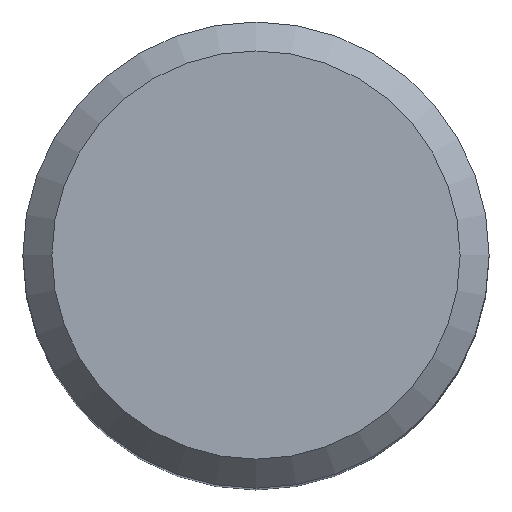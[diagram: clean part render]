
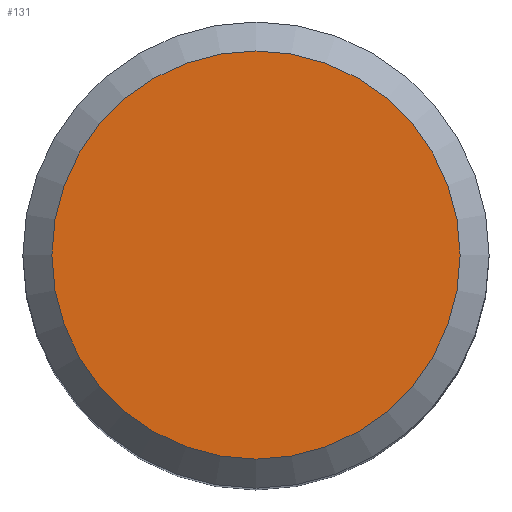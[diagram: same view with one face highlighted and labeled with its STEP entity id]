
A CAD part, top view. The second image highlights one B-rep face of the part: STEP entity #131.
In plain terms, the highlighted planar face has unit normal (0, 0, 1).
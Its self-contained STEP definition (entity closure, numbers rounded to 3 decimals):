
#118=PLANE('',#417);
#120=FACE_OUTER_BOUND('',#193,.T.);
#131=ADVANCED_FACE('',(#120),#118,.T.);
#193=EDGE_LOOP('',(#231));
#231=ORIENTED_EDGE('',*,*,#286,.T.);
#267=VERTEX_POINT('',#552);
#286=EDGE_CURVE('',#267,#267,#305,.T.);
#305=CIRCLE('',#416,11.);
#416=AXIS2_PLACEMENT_3D('',#551,#471,#472);
#417=AXIS2_PLACEMENT_3D('',#553,#473,#474);
#471=DIRECTION('',(0.,0.,1.));
#472=DIRECTION('',(1.,0.,0.));
#473=DIRECTION('',(0.,0.,1.));
#474=DIRECTION('',(1.,0.,0.));
#551=CARTESIAN_POINT('',(0.,0.,0.));
#552=CARTESIAN_POINT('',(11.,0.,0.));
#553=CARTESIAN_POINT('',(0.,0.,0.));
